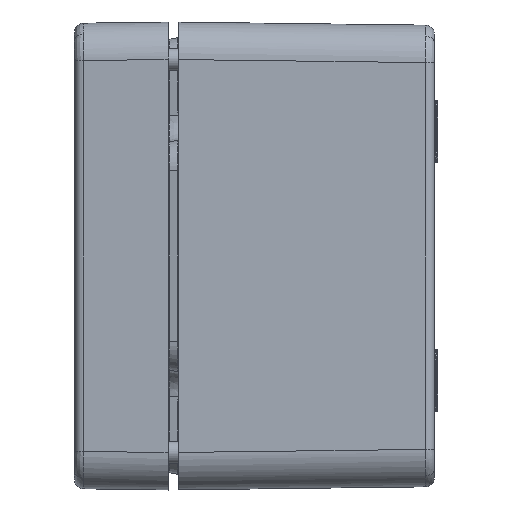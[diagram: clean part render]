
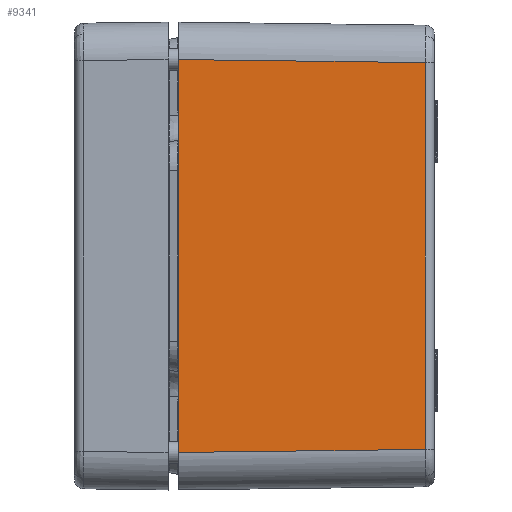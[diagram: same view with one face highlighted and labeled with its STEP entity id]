
A CAD part, left-side view. The second image highlights one B-rep face of the part: STEP entity #9341.
In plain terms, the highlighted planar face has unit normal (-1, -0.012, 0).
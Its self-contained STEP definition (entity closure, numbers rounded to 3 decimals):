
#762=LINE('',#17509,#1218);
#815=LINE('',#17818,#1271);
#816=LINE('',#17819,#1272);
#817=LINE('',#17820,#1273);
#1218=VECTOR('',#12652,1000.);
#1271=VECTOR('',#12809,1000.);
#1272=VECTOR('',#12810,1000.);
#1273=VECTOR('',#12811,1000.);
#1516=PLANE('',#10476);
#2112=FACE_OUTER_BOUND('',#2833,.T.);
#2833=EDGE_LOOP('',(#7586,#7587,#7588,#7589));
#4365=VERTEX_POINT('',#16614);
#4518=VERTEX_POINT('',#17507);
#4519=VERTEX_POINT('',#17508);
#4577=VERTEX_POINT('',#17817);
#5584=EDGE_CURVE('',#4518,#4519,#762,.T.);
#5675=EDGE_CURVE('',#4519,#4577,#815,.T.);
#5676=EDGE_CURVE('',#4577,#4365,#816,.T.);
#5677=EDGE_CURVE('',#4365,#4518,#817,.T.);
#7586=ORIENTED_EDGE('',*,*,#5675,.T.);
#7587=ORIENTED_EDGE('',*,*,#5676,.T.);
#7588=ORIENTED_EDGE('',*,*,#5677,.T.);
#7589=ORIENTED_EDGE('',*,*,#5584,.T.);
#9341=ADVANCED_FACE('',(#2112),#1516,.T.);
#10476=AXIS2_PLACEMENT_3D('',#17816,#12807,#12808);
#12652=DIRECTION('',(0.,0.,-1.));
#12807=DIRECTION('center_axis',(-1.,-0.012,
0.));
#12808=DIRECTION('ref_axis',(0.012,-1.,0.));
#12809=DIRECTION('',(0.012,-1.,0.012));
#12810=DIRECTION('',(0.,0.,1.));
#12811=DIRECTION('',(-0.012,1.,0.012));
#16614=CARTESIAN_POINT('',(-94.496,-39.218,30.997));
#17507=CARTESIAN_POINT('',(-94.979,0.3,31.48));
#17508=CARTESIAN_POINT('',(-94.979,0.3,-31.48));
#17509=CARTESIAN_POINT('',(-94.979,0.3,-37.5));
#17816=CARTESIAN_POINT('Origin',(-95.,2.,-37.5));
#17817=CARTESIAN_POINT('',(-94.496,-39.218,-30.997));
#17818=CARTESIAN_POINT('',(-95.001,2.073,-31.501));
#17819=CARTESIAN_POINT('',(-94.496,-39.218,30.979));
#17820=CARTESIAN_POINT('',(-94.99,1.157,31.49));
